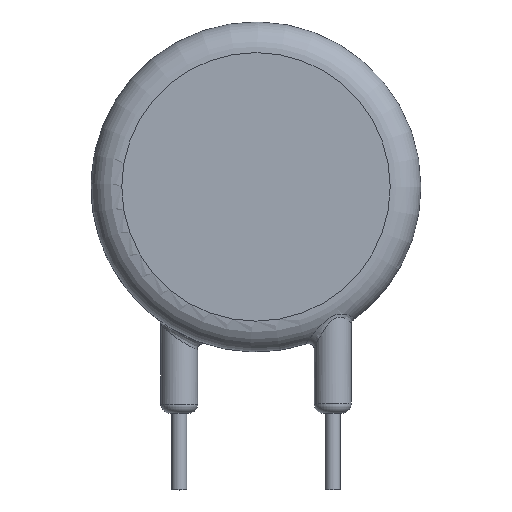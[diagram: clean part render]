
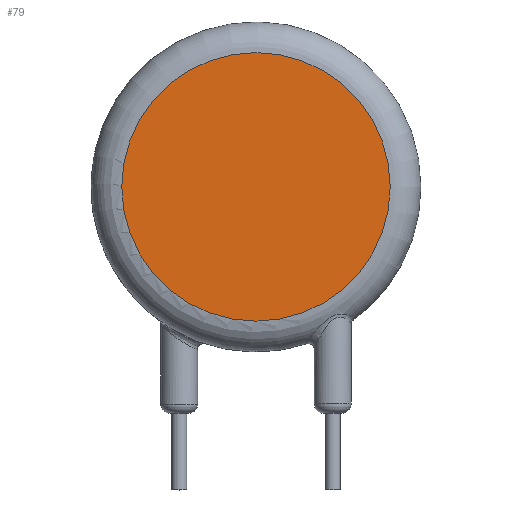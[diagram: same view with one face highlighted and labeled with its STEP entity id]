
A CAD part, top view. The second image highlights one B-rep face of the part: STEP entity #79.
In plain terms, the highlighted planar face has unit normal (0, 0, 1).
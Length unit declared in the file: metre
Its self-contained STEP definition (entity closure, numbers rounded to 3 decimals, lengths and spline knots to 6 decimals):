
#79 = ADVANCED_FACE( '', ( #163 ), #164, .T. );
#163 = FACE_OUTER_BOUND( '', #1426, .T. );
#164 = PLANE( '', #1427 );
#1426 = EDGE_LOOP( '', ( #1537 ) );
#1427 = AXIS2_PLACEMENT_3D( '', #1538, #1539, #1540 );
#1537 = ORIENTED_EDGE( '', *, *, #1582, .T. );
#1538 = CARTESIAN_POINT( '', ( 0., 0., 0.0053 ) );
#1539 = DIRECTION( '', ( 0., 0., 1. ) );
#1540 = DIRECTION( '', ( 1., 0., 0. ) );
#1582 = EDGE_CURVE( '', #1642, #1642, #1643, .T. );
#1642 = VERTEX_POINT( '', #2447 );
#1643 = CIRCLE( '', #2448, 0.00875 );
#2447 = CARTESIAN_POINT( '', ( 0.00875, 0., 0.0053 ) );
#2448 = AXIS2_PLACEMENT_3D( '', #2495, #2496, #2497 );
#2495 = CARTESIAN_POINT( '', ( 0., 0., 0.0053 ) );
#2496 = DIRECTION( '', ( 0., 0., 1. ) );
#2497 = DIRECTION( '', ( 1., 0., 0. ) );
